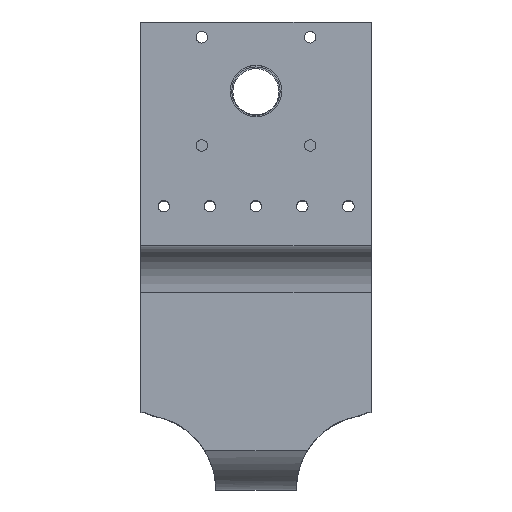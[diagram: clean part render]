
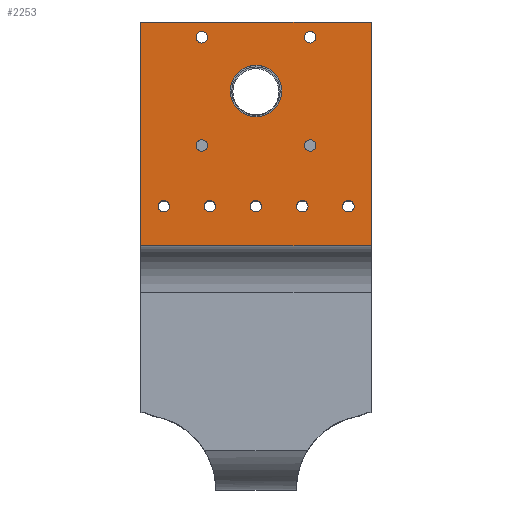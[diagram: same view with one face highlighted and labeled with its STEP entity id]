
A CAD part, top view. The second image highlights one B-rep face of the part: STEP entity #2253.
In plain terms, the highlighted planar face has unit normal (0, 0, 1).
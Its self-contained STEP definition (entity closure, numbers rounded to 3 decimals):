
#112=FACE_BOUND('',#511,.T.);
#113=FACE_BOUND('',#512,.T.);
#114=FACE_BOUND('',#513,.T.);
#115=FACE_BOUND('',#514,.T.);
#116=FACE_BOUND('',#515,.T.);
#117=FACE_BOUND('',#516,.T.);
#118=FACE_BOUND('',#517,.T.);
#119=FACE_BOUND('',#518,.T.);
#120=FACE_BOUND('',#519,.T.);
#121=FACE_BOUND('',#520,.T.);
#177=PLANE('',#2519);
#300=FACE_OUTER_BOUND('',#510,.T.);
#510=EDGE_LOOP('',(#2045,#2046,#2047,#2048));
#511=EDGE_LOOP('',(#2049));
#512=EDGE_LOOP('',(#2050));
#513=EDGE_LOOP('',(#2051));
#514=EDGE_LOOP('',(#2052));
#515=EDGE_LOOP('',(#2053));
#516=EDGE_LOOP('',(#2054));
#517=EDGE_LOOP('',(#2055));
#518=EDGE_LOOP('',(#2056));
#519=EDGE_LOOP('',(#2057));
#520=EDGE_LOOP('',(#2058));
#528=LINE('',#3220,#686);
#660=LINE('',#3918,#818);
#669=LINE('',#3938,#827);
#672=LINE('',#3944,#830);
#686=VECTOR('',#2556,10.);
#818=VECTOR('',#3112,10.);
#827=VECTOR('',#3133,10.);
#830=VECTOR('',#3142,10.);
#838=CIRCLE('',#2270,2.5);
#840=CIRCLE('',#2273,2.5);
#842=CIRCLE('',#2276,2.5);
#844=CIRCLE('',#2279,2.5);
#957=CIRCLE('',#2505,2.5);
#959=CIRCLE('',#2508,2.5);
#961=CIRCLE('',#2511,2.5);
#963=CIRCLE('',#2514,2.5);
#965=CIRCLE('',#2517,2.5);
#966=CIRCLE('',#2520,11.2);
#967=VERTEX_POINT('',#3190);
#969=VERTEX_POINT('',#3196);
#971=VERTEX_POINT('',#3202);
#973=VERTEX_POINT('',#3208);
#977=VERTEX_POINT('',#3217);
#978=VERTEX_POINT('',#3219);
#1152=VERTEX_POINT('',#3917);
#1157=VERTEX_POINT('',#3937);
#1159=VERTEX_POINT('',#3949);
#1161=VERTEX_POINT('',#3955);
#1163=VERTEX_POINT('',#3961);
#1165=VERTEX_POINT('',#3967);
#1167=VERTEX_POINT('',#3973);
#1168=VERTEX_POINT('',#3978);
#1169=EDGE_CURVE('',#967,#967,#838,.T.);
#1172=EDGE_CURVE('',#969,#969,#840,.T.);
#1175=EDGE_CURVE('',#971,#971,#842,.T.);
#1178=EDGE_CURVE('',#973,#973,#844,.T.);
#1183=EDGE_CURVE('',#977,#978,#528,.T.);
#1435=EDGE_CURVE('',#1152,#978,#660,.T.);
#1445=EDGE_CURVE('',#1157,#1152,#669,.T.);
#1448=EDGE_CURVE('',#1157,#977,#672,.T.);
#1452=EDGE_CURVE('',#1159,#1159,#957,.T.);
#1455=EDGE_CURVE('',#1161,#1161,#959,.T.);
#1458=EDGE_CURVE('',#1163,#1163,#961,.T.);
#1461=EDGE_CURVE('',#1165,#1165,#963,.T.);
#1464=EDGE_CURVE('',#1167,#1167,#965,.T.);
#1465=EDGE_CURVE('',#1168,#1168,#966,.T.);
#2045=ORIENTED_EDGE('',*,*,#1445,.T.);
#2046=ORIENTED_EDGE('',*,*,#1435,.T.);
#2047=ORIENTED_EDGE('',*,*,#1183,.F.);
#2048=ORIENTED_EDGE('',*,*,#1448,.F.);
#2049=ORIENTED_EDGE('',*,*,#1169,.T.);
#2050=ORIENTED_EDGE('',*,*,#1172,.T.);
#2051=ORIENTED_EDGE('',*,*,#1175,.T.);
#2052=ORIENTED_EDGE('',*,*,#1178,.T.);
#2053=ORIENTED_EDGE('',*,*,#1452,.T.);
#2054=ORIENTED_EDGE('',*,*,#1455,.T.);
#2055=ORIENTED_EDGE('',*,*,#1458,.T.);
#2056=ORIENTED_EDGE('',*,*,#1461,.T.);
#2057=ORIENTED_EDGE('',*,*,#1464,.T.);
#2058=ORIENTED_EDGE('',*,*,#1465,.T.);
#2253=ADVANCED_FACE('',(#300,#112,#113,#114,#115,#116,#117,#118,#119,#120,
#121),#177,.T.);
#2270=AXIS2_PLACEMENT_3D('',#3191,#2526,#2527);
#2273=AXIS2_PLACEMENT_3D('',#3197,#2533,#2534);
#2276=AXIS2_PLACEMENT_3D('',#3203,#2540,#2541);
#2279=AXIS2_PLACEMENT_3D('',#3209,#2547,#2548);
#2505=AXIS2_PLACEMENT_3D('',#3951,#3149,#3150);
#2508=AXIS2_PLACEMENT_3D('',#3957,#3156,#3157);
#2511=AXIS2_PLACEMENT_3D('',#3963,#3163,#3164);
#2514=AXIS2_PLACEMENT_3D('',#3969,#3170,#3171);
#2517=AXIS2_PLACEMENT_3D('',#3975,#3177,#3178);
#2519=AXIS2_PLACEMENT_3D('',#3977,#3181,#3182);
#2520=AXIS2_PLACEMENT_3D('',#3979,#3183,#3184);
#2526=DIRECTION('center_axis',(0.,0.,-1.));
#2527=DIRECTION('ref_axis',(-1.,0.,0.));
#2533=DIRECTION('center_axis',(0.,0.,-1.));
#2534=DIRECTION('ref_axis',(-1.,0.,0.));
#2540=DIRECTION('center_axis',(0.,0.,-1.));
#2541=DIRECTION('ref_axis',(-1.,0.,0.));
#2547=DIRECTION('center_axis',(0.,0.,-1.));
#2548=DIRECTION('ref_axis',(-1.,0.,0.));
#2556=DIRECTION('',(1.,0.,0.));
#3112=DIRECTION('',(0.,1.,0.));
#3133=DIRECTION('',(1.,0.,0.));
#3142=DIRECTION('',(0.,1.,0.));
#3149=DIRECTION('center_axis',(0.,0.,-1.));
#3150=DIRECTION('ref_axis',(1.,0.,0.));
#3156=DIRECTION('center_axis',(0.,0.,-1.));
#3157=DIRECTION('ref_axis',(1.,0.,0.));
#3163=DIRECTION('center_axis',(0.,0.,-1.));
#3164=DIRECTION('ref_axis',(1.,0.,0.));
#3170=DIRECTION('center_axis',(0.,0.,-1.));
#3171=DIRECTION('ref_axis',(1.,0.,0.));
#3177=DIRECTION('center_axis',(0.,0.,-1.));
#3178=DIRECTION('ref_axis',(1.,0.,0.));
#3181=DIRECTION('center_axis',(0.,0.,1.));
#3182=DIRECTION('ref_axis',(1.,0.,0.));
#3183=DIRECTION('center_axis',(0.,0.,-1.));
#3184=DIRECTION('ref_axis',(-1.,0.,0.));
#3190=CARTESIAN_POINT('',(-214.,51.374,106.));
#3191=CARTESIAN_POINT('Origin',(-216.5,51.374,106.));
#3196=CARTESIAN_POINT('',(-214.,98.374,106.));
#3197=CARTESIAN_POINT('Origin',(-216.5,98.374,106.));
#3202=CARTESIAN_POINT('',(-261.,51.374,106.));
#3203=CARTESIAN_POINT('Origin',(-263.5,51.374,106.));
#3208=CARTESIAN_POINT('',(-261.,98.374,106.));
#3209=CARTESIAN_POINT('Origin',(-263.5,98.374,106.));
#3217=CARTESIAN_POINT('',(-290.,105.,106.));
#3219=CARTESIAN_POINT('',(-190.,105.,106.));
#3220=CARTESIAN_POINT('',(-290.,105.,106.));
#3917=CARTESIAN_POINT('',(-190.,7.83,106.));
#3918=CARTESIAN_POINT('',(-190.,90.,106.));
#3937=CARTESIAN_POINT('',(-290.,7.83,106.));
#3938=CARTESIAN_POINT('',(-190.,7.83,106.));
#3944=CARTESIAN_POINT('',(-290.,90.,106.));
#3949=CARTESIAN_POINT('',(-282.5,25.,106.));
#3951=CARTESIAN_POINT('Origin',(-280.,25.,106.));
#3955=CARTESIAN_POINT('',(-202.372,25.,106.));
#3957=CARTESIAN_POINT('Origin',(-199.872,25.,106.));
#3961=CARTESIAN_POINT('',(-262.5,25.,106.));
#3963=CARTESIAN_POINT('Origin',(-260.,25.,106.));
#3967=CARTESIAN_POINT('',(-222.372,25.,106.));
#3969=CARTESIAN_POINT('Origin',(-219.872,25.,106.));
#3973=CARTESIAN_POINT('',(-242.5,25.,106.));
#3975=CARTESIAN_POINT('Origin',(-240.,25.,106.));
#3977=CARTESIAN_POINT('Origin',(-240.,48.915,106.));
#3978=CARTESIAN_POINT('',(-228.8,75.,106.));
#3979=CARTESIAN_POINT('Origin',(-240.,75.,106.));
